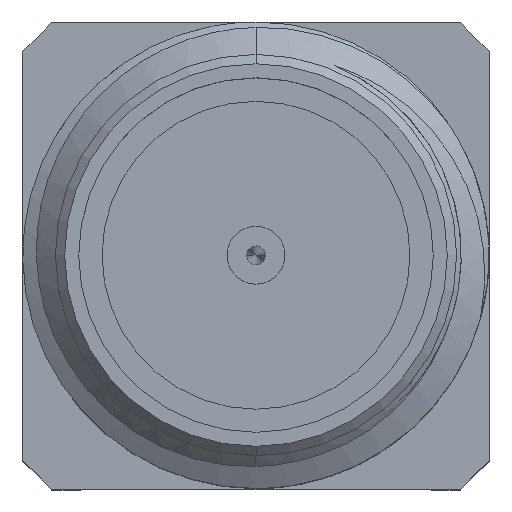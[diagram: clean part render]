
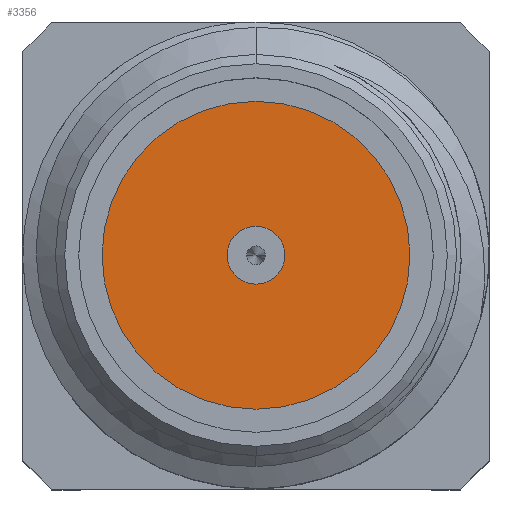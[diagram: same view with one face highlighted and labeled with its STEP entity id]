
A CAD part, top view. The second image highlights one B-rep face of the part: STEP entity #3356.
In plain terms, the highlighted planar face has unit normal (0, 0, 1).
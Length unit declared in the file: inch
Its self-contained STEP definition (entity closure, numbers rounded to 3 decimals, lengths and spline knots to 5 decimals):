
#38 = CARTESIAN_POINT ( 'NONE',  ( 0.0155, 0.0155, 0.309 ) ) ;
#215 = VERTEX_POINT ( 'NONE', #216 ) ;
#216 = CARTESIAN_POINT ( 'NONE',  ( -0.0825, 0.0155, 0.309 ) ) ;
#220 = AXIS2_PLACEMENT_3D ( 'NONE', #3229, #776, #1066 ) ;
#260 = EDGE_CURVE ( 'NONE', #215, #408, #1817, .T. ) ;
#266 = DIRECTION ( 'NONE',  ( 1., 0., 0. ) ) ;
#292 = AXIS2_PLACEMENT_3D ( 'NONE', #2499, #296, #2741 ) ;
#296 = DIRECTION ( 'NONE',  ( 0., 0., 1. ) ) ;
#343 = AXIS2_PLACEMENT_3D ( 'NONE', #1374, #1565, #2784 ) ;
#408 = VERTEX_POINT ( 'NONE', #3353 ) ;
#544 = CARTESIAN_POINT ( 'NONE',  ( 0., 0.0155, 0.309 ) ) ;
#596 = EDGE_LOOP ( 'NONE', ( #2023, #3017 ) ) ;
#614 = EDGE_CURVE ( 'NONE', #1048, #3158, #1713, .T. ) ;
#617 = ORIENTED_EDGE ( 'NONE', *, *, #260, .T. ) ;
#776 = DIRECTION ( 'NONE',  ( 0., 0., 1. ) ) ;
#979 = CARTESIAN_POINT ( 'NONE',  ( 0., 0.0155, 0.309 ) ) ;
#1048 = VERTEX_POINT ( 'NONE', #38 ) ;
#1066 = DIRECTION ( 'NONE',  ( 1., 0., 0. ) ) ;
#1219 = PLANE ( 'NONE',  #2230 ) ;
#1251 = CARTESIAN_POINT ( 'NONE',  ( -0.0155, 0.0155, 0.309 ) ) ;
#1252 = CIRCLE ( 'NONE', #343, 0.0155 ) ;
#1374 = CARTESIAN_POINT ( 'NONE',  ( 0., 0.0155, 0.309 ) ) ;
#1565 = DIRECTION ( 'NONE',  ( 0., 0., 1. ) ) ;
#1621 = DIRECTION ( 'NONE',  ( 0., 0., 1. ) ) ;
#1713 = CIRCLE ( 'NONE', #3375, 0.0155 ) ;
#1776 = ORIENTED_EDGE ( 'NONE', *, *, #3453, .T. ) ;
#1817 = CIRCLE ( 'NONE', #292, 0.0825 ) ;
#2023 = ORIENTED_EDGE ( 'NONE', *, *, #614, .F. ) ;
#2123 = EDGE_LOOP ( 'NONE', ( #1776, #617 ) ) ;
#2230 = AXIS2_PLACEMENT_3D ( 'NONE', #979, #3126, #2603 ) ;
#2286 = CIRCLE ( 'NONE', #220, 0.0825 ) ;
#2499 = CARTESIAN_POINT ( 'NONE',  ( 0., 0.0155, 0.309 ) ) ;
#2603 = DIRECTION ( 'NONE',  ( 1., 0., 0. ) ) ;
#2741 = DIRECTION ( 'NONE',  ( 1., 0., 0. ) ) ;
#2784 = DIRECTION ( 'NONE',  ( 1., 0., 0. ) ) ;
#2840 = FACE_BOUND ( 'NONE', #596, .T. ) ;
#3017 = ORIENTED_EDGE ( 'NONE', *, *, #3163, .F. ) ;
#3126 = DIRECTION ( 'NONE',  ( 0., 0., 1. ) ) ;
#3158 = VERTEX_POINT ( 'NONE', #1251 ) ;
#3163 = EDGE_CURVE ( 'NONE', #3158, #1048, #1252, .T. ) ;
#3229 = CARTESIAN_POINT ( 'NONE',  ( 0., 0.0155, 0.309 ) ) ;
#3353 = CARTESIAN_POINT ( 'NONE',  ( 0.0825, 0.0155, 0.309 ) ) ;
#3356 = ADVANCED_FACE ( 'NONE', ( #2840, #3457 ), #1219, .T. ) ;
#3375 = AXIS2_PLACEMENT_3D ( 'NONE', #544, #1621, #266 ) ;
#3453 = EDGE_CURVE ( 'NONE', #408, #215, #2286, .T. ) ;
#3457 = FACE_OUTER_BOUND ( 'NONE', #2123, .T. ) ;
